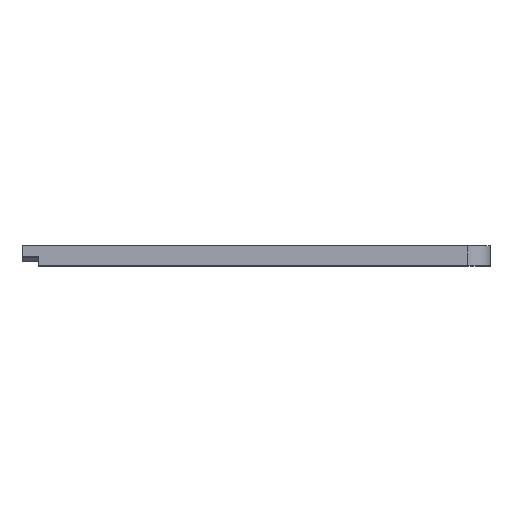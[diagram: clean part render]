
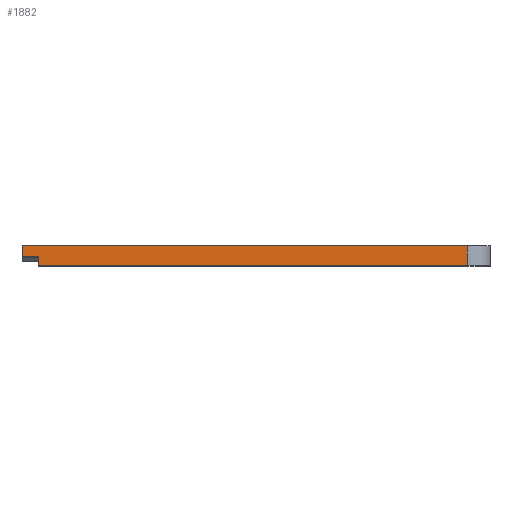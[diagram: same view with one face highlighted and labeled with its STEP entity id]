
A CAD part, top view. The second image highlights one B-rep face of the part: STEP entity #1882.
In plain terms, the highlighted planar face has unit normal (0, 0, 1).
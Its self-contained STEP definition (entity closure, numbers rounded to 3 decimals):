
#106=PLANE('',#2087);
#202=FACE_OUTER_BOUND('',#341,.T.);
#341=EDGE_LOOP('',(#1730,#1731,#1732,#1733,#1734,#1735));
#392=LINE('',#2794,#561);
#448=LINE('',#3005,#617);
#470=LINE('',#3050,#639);
#472=LINE('',#3053,#641);
#502=LINE('',#3155,#671);
#511=LINE('',#3177,#680);
#561=VECTOR('',#2226,10.);
#617=VECTOR('',#2428,10.);
#639=VECTOR('',#2466,10.);
#641=VECTOR('',#2470,10.);
#671=VECTOR('',#2610,10.);
#680=VECTOR('',#2639,10.);
#832=VERTEX_POINT('',#2791);
#833=VERTEX_POINT('',#2793);
#915=VERTEX_POINT('',#3004);
#929=VERTEX_POINT('',#3047);
#930=VERTEX_POINT('',#3049);
#947=VERTEX_POINT('',#3154);
#1023=EDGE_CURVE('',#832,#833,#392,.T.);
#1132=EDGE_CURVE('',#915,#833,#448,.T.);
#1156=EDGE_CURVE('',#930,#929,#470,.T.);
#1158=EDGE_CURVE('',#915,#929,#472,.T.);
#1202=EDGE_CURVE('',#930,#947,#502,.T.);
#1213=EDGE_CURVE('',#947,#832,#511,.T.);
#1730=ORIENTED_EDGE('',*,*,#1158,.F.);
#1731=ORIENTED_EDGE('',*,*,#1132,.T.);
#1732=ORIENTED_EDGE('',*,*,#1023,.F.);
#1733=ORIENTED_EDGE('',*,*,#1213,.F.);
#1734=ORIENTED_EDGE('',*,*,#1202,.F.);
#1735=ORIENTED_EDGE('',*,*,#1156,.T.);
#1882=ADVANCED_FACE('',(#202),#106,.T.);
#2087=AXIS2_PLACEMENT_3D('',#3176,#2637,#2638);
#2226=DIRECTION('',(-1.,0.,0.));
#2428=DIRECTION('',(0.,-1.,0.));
#2466=DIRECTION('',(0.,-1.,0.));
#2470=DIRECTION('',(-1.,0.,0.));
#2610=DIRECTION('',(1.,0.,0.));
#2637=DIRECTION('center_axis',(0.,0.,1.));
#2638=DIRECTION('ref_axis',(-1.,0.,0.));
#2639=DIRECTION('',(0.,-1.,0.));
#2791=CARTESIAN_POINT('',(317.003,-5.4,3.023));
#2793=CARTESIAN_POINT('',(163.366,-5.4,3.023));
#2794=CARTESIAN_POINT('',(279.119,-5.4,3.023));
#3004=CARTESIAN_POINT('',(163.366,-2.4,3.023));
#3005=CARTESIAN_POINT('',(163.366,-2.4,3.023));
#3047=CARTESIAN_POINT('',(157.366,-2.4,3.023));
#3049=CARTESIAN_POINT('',(157.366,1.6,3.023));
#3050=CARTESIAN_POINT('',(157.366,1.6,3.023));
#3053=CARTESIAN_POINT('',(199.3,-2.4,3.023));
#3154=CARTESIAN_POINT('',(317.003,1.6,3.023));
#3155=CARTESIAN_POINT('',(199.3,1.6,3.023));
#3176=CARTESIAN_POINT('Origin',(317.003,1.6,3.023));
#3177=CARTESIAN_POINT('',(317.003,1.6,3.023));
